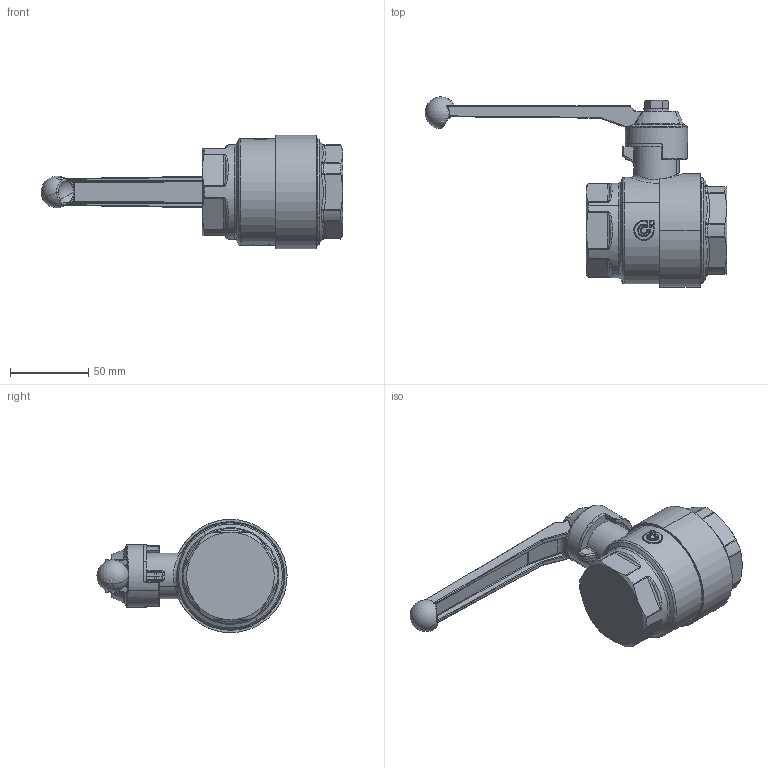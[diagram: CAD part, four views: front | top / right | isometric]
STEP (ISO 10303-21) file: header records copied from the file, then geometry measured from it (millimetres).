
FILE_DESCRIPTION(('CATIA V5 STEP Exchange'),'2;1');
FILE_NAME('STEP_327800_-_TST.stp','2017-03-21T07:06:38+00:00',('none'),('none'),'CATIA Version 5-6 Release 2014 SP5','CATIA V5 STEP AP203','none');
FILE_SCHEMA(('CONFIG_CONTROL_DESIGN'));
Products named in the file (1): 327800 - TST
Bounding box: 192.92 x 121.7 x 72.5 mm (x, y, z)
Volume: 359916.8 mm3; surface area: 45656.4 mm2
Topology: 1 solids, 1 shells, 741 faces, 1787 edges, 976 vertices
Faces by surface type: bspline 362, cylinder 152, plane 75, sphere 53, cone 51, torus 46, revolution 2
Entity records: 42772 total; most frequent: CARTESIAN_POINT 29799, ORIENTED_EDGE 3406, EDGE_CURVE 1703, DIRECTION 1260, B_SPLINE_CURVE_WITH_KNOTS 1051, VERTEX_POINT 976, EDGE_LOOP 755, ADVANCED_FACE 741
